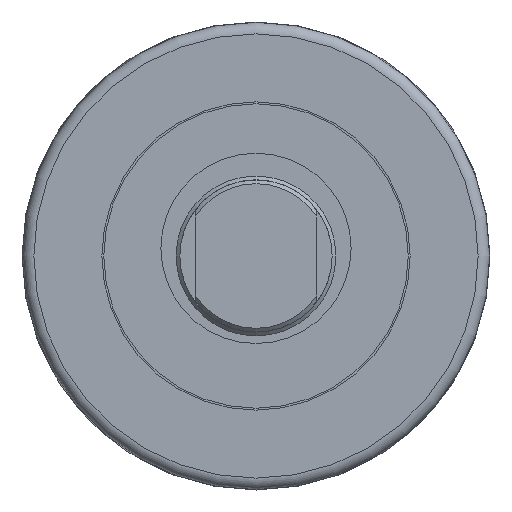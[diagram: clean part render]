
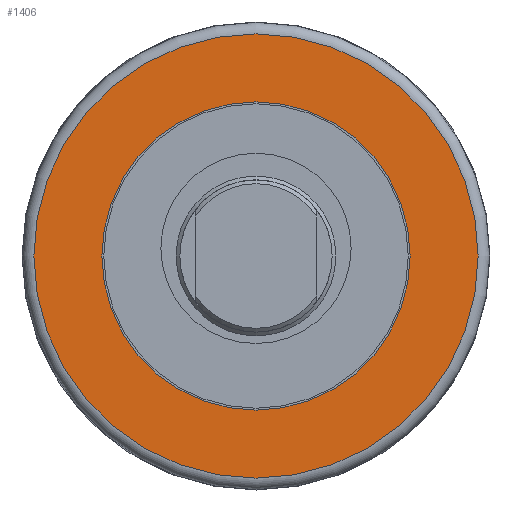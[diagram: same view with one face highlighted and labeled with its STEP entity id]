
A CAD part, left-side view. The second image highlights one B-rep face of the part: STEP entity #1406.
In plain terms, the highlighted planar face has unit normal (-1, 0, 0).
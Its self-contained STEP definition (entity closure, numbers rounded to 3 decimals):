
#82=FACE_BOUND('',#347,.T.);
#168=CIRCLE('',#1577,40.5);
#169=CIRCLE('',#1578,40.5);
#184=CIRCLE('',#1597,58.38);
#185=CIRCLE('',#1598,58.38);
#259=FACE_OUTER_BOUND('',#346,.T.);
#346=EDGE_LOOP('',(#1199,#1200));
#347=EDGE_LOOP('',(#1201,#1202));
#621=VERTEX_POINT('',#2577);
#622=VERTEX_POINT('',#2579);
#634=VERTEX_POINT('',#2639);
#635=VERTEX_POINT('',#2641);
#809=EDGE_CURVE('',#622,#621,#168,.T.);
#810=EDGE_CURVE('',#621,#622,#169,.T.);
#827=EDGE_CURVE('',#634,#635,#184,.T.);
#828=EDGE_CURVE('',#635,#634,#185,.T.);
#1199=ORIENTED_EDGE('',*,*,#828,.F.);
#1200=ORIENTED_EDGE('',*,*,#827,.F.);
#1201=ORIENTED_EDGE('',*,*,#809,.T.);
#1202=ORIENTED_EDGE('',*,*,#810,.T.);
#1260=PLANE('',#1599);
#1406=ADVANCED_FACE('',(#259,#82),#1260,.T.);
#1577=AXIS2_PLACEMENT_3D('',#2580,#1969,#1970);
#1578=AXIS2_PLACEMENT_3D('',#2581,#1971,#1972);
#1597=AXIS2_PLACEMENT_3D('',#2642,#2011,#2012);
#1598=AXIS2_PLACEMENT_3D('',#2643,#2013,#2014);
#1599=AXIS2_PLACEMENT_3D('',#2644,#2015,#2016);
#1969=DIRECTION('center_axis',(1.,0.,0.));
#1970=DIRECTION('ref_axis',(0.,-1.,0.));
#1971=DIRECTION('center_axis',(1.,0.,0.));
#1972=DIRECTION('ref_axis',(0.,-1.,0.));
#2011=DIRECTION('center_axis',(1.,0.,0.));
#2012=DIRECTION('ref_axis',(0.,-1.,0.));
#2013=DIRECTION('center_axis',(1.,0.,0.));
#2014=DIRECTION('ref_axis',(0.,-1.,0.));
#2015=DIRECTION('center_axis',(-1.,0.,0.));
#2016=DIRECTION('ref_axis',(0.,0.,1.));
#2577=CARTESIAN_POINT('',(68.434,26.707,0.));
#2579=CARTESIAN_POINT('',(68.434,-54.293,0.));
#2580=CARTESIAN_POINT('Origin',(68.434,-13.793,0.));
#2581=CARTESIAN_POINT('Origin',(68.434,-13.793,0.));
#2639=CARTESIAN_POINT('',(68.434,-13.793,58.38));
#2641=CARTESIAN_POINT('',(68.434,44.587,0.));
#2642=CARTESIAN_POINT('Origin',(68.434,-13.793,0.));
#2643=CARTESIAN_POINT('Origin',(68.434,-13.793,0.));
#2644=CARTESIAN_POINT('Origin',(68.434,39.247,0.));
